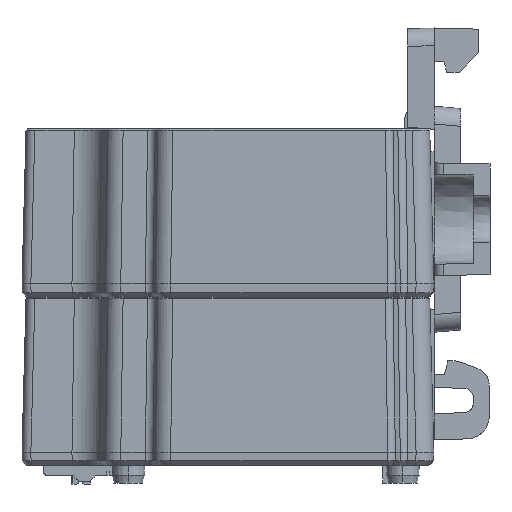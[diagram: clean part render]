
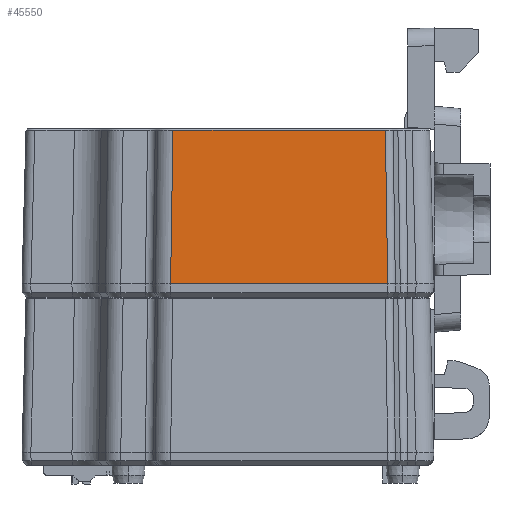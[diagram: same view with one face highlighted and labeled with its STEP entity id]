
A CAD part, left-side view. The second image highlights one B-rep face of the part: STEP entity #45550.
In plain terms, the highlighted planar face has unit normal (-1, 0, 0.026).
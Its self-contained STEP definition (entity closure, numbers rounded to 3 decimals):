
#127 = CARTESIAN_POINT ( 'NONE',  ( -13.75, 29.72, -17.517 ) ) ;
#841 = DIRECTION ( 'NONE',  ( 0., 1., 0. ) ) ;
#2724 = VERTEX_POINT ( 'NONE', #13662 ) ;
#3562 = CARTESIAN_POINT ( 'NONE',  ( -13.75, 5.203, -17.5 ) ) ;
#4303 = VECTOR ( 'NONE', #841, 1000. ) ;
#4725 = EDGE_CURVE ( 'NONE', #31062, #2724, #45002, .T. ) ;
#6557 = ORIENTED_EDGE ( 'NONE', *, *, #4725, .T. ) ;
#6678 = CARTESIAN_POINT ( 'NONE',  ( -13.75, 29.72, -17.5 ) ) ;
#10155 = EDGE_CURVE ( 'NONE', #25341, #13749, #18310, .T. ) ;
#12245 = DIRECTION ( 'NONE',  ( -0.026, 0.015, -1. ) ) ;
#12829 = VECTOR ( 'NONE', #16593, 1000. ) ;
#13287 = ORIENTED_EDGE ( 'NONE', *, *, #32335, .T. ) ;
#13662 = CARTESIAN_POINT ( 'NONE',  ( -13.296, 5.465, -0.15 ) ) ;
#13749 = VERTEX_POINT ( 'NONE', #6678 ) ;
#16593 = DIRECTION ( 'NONE',  ( 0.026, 0.015, 1. ) ) ;
#17208 = CARTESIAN_POINT ( 'NONE',  ( -13.75, 30.874, -17.5 ) ) ;
#17753 = EDGE_CURVE ( 'NONE', #2724, #25341, #45927, .T. ) ;
#18310 = LINE ( 'NONE', #127, #27713 ) ;
#20143 = EDGE_LOOP ( 'NONE', ( #6557, #34148, #32577, #13287 ) ) ;
#20652 = CARTESIAN_POINT ( 'NONE',  ( -13.74, 5.209, -17.112 ) ) ;
#22861 = AXIS2_PLACEMENT_3D ( 'NONE', #17208, #49459, #25295 ) ;
#24948 = CARTESIAN_POINT ( 'NONE',  ( -13.296, 29.455, -0.15 ) ) ;
#25295 = DIRECTION ( 'NONE',  ( 0.026, 0., 1. ) ) ;
#25341 = VERTEX_POINT ( 'NONE', #40899 ) ;
#27713 = VECTOR ( 'NONE', #12245, 1000. ) ;
#27960 = FACE_OUTER_BOUND ( 'NONE', #20143, .T. ) ;
#29109 = PLANE ( 'NONE',  #22861 ) ;
#31062 = VERTEX_POINT ( 'NONE', #3562 ) ;
#32335 = EDGE_CURVE ( 'NONE', #13749, #31062, #36787, .T. ) ;
#32577 = ORIENTED_EDGE ( 'NONE', *, *, #10155, .T. ) ;
#34148 = ORIENTED_EDGE ( 'NONE', *, *, #17753, .T. ) ;
#35506 = VECTOR ( 'NONE', #39986, 1000. ) ;
#36787 = LINE ( 'NONE', #51971, #35506 ) ;
#39986 = DIRECTION ( 'NONE',  ( 0., -1., 0. ) ) ;
#40899 = CARTESIAN_POINT ( 'NONE',  ( -13.296, 29.458, -0.15 ) ) ;
#45002 = LINE ( 'NONE', #20652, #12829 ) ;
#45550 = ADVANCED_FACE ( 'NONE', ( #27960 ), #29109, .T. ) ;
#45927 = LINE ( 'NONE', #24948, #4303 ) ;
#49459 = DIRECTION ( 'NONE',  ( -1., 0., 0.026 ) ) ;
#51971 = CARTESIAN_POINT ( 'NONE',  ( -13.75, 30.874, -17.5 ) ) ;
